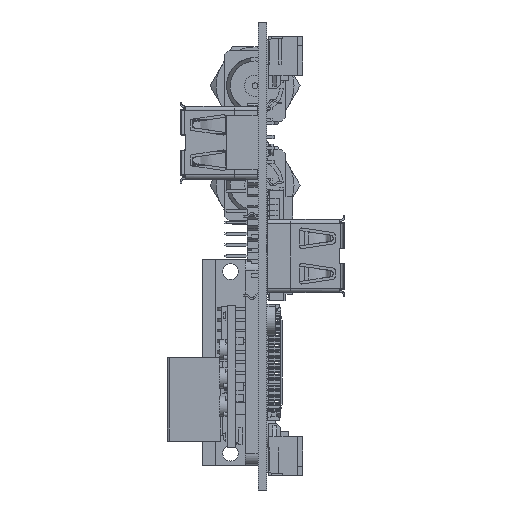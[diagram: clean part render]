
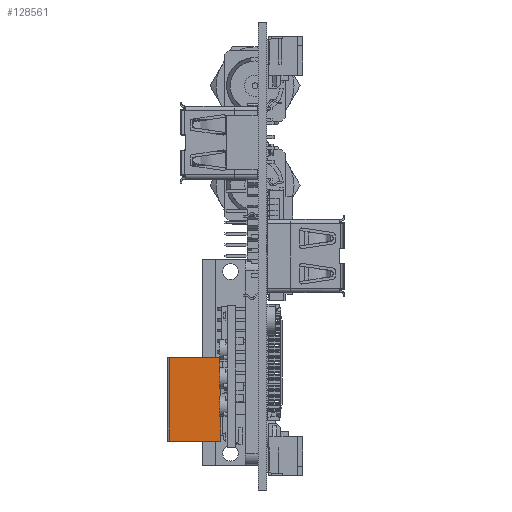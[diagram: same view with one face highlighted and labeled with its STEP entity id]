
A CAD part, left-side view. The second image highlights one B-rep face of the part: STEP entity #128561.
In plain terms, the highlighted planar face has unit normal (-1, 0, 0).
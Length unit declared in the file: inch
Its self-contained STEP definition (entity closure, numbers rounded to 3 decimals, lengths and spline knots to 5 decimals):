
#9744 = LINE ( 'NONE', #69196, #9747 ) ;
#9747 = VECTOR ( 'NONE', #69184, 39.37008 ) ;
#19490 = EDGE_LOOP ( 'NONE', ( #100193, #99457, #100237, #99335 ) ) ;
#20451 = LINE ( 'NONE', #95683, #20459 ) ;
#20458 = LINE ( 'NONE', #95690, #20461 ) ;
#20459 = VECTOR ( 'NONE', #95689, 39.37008 ) ;
#20460 = LINE ( 'NONE', #95692, #20463 ) ;
#20461 = VECTOR ( 'NONE', #95691, 39.37008 ) ;
#20463 = VECTOR ( 'NONE', #95693, 39.37008 ) ;
#30065 = VERTEX_POINT ( 'NONE', #87787 ) ;
#30071 = VERTEX_POINT ( 'NONE', #87792 ) ;
#30149 = VERTEX_POINT ( 'NONE', #87849 ) ;
#30189 = VERTEX_POINT ( 'NONE', #87872 ) ;
#31240 = AXIS2_PLACEMENT_3D ( 'NONE', #42115, #42119, #42124 ) ;
#42092 = PLANE ( 'NONE',  #31240 ) ;
#42115 = CARTESIAN_POINT ( 'NONE',  ( 0.75472, 0.50389, -2.36472 ) ) ;
#42119 = DIRECTION ( 'NONE',  ( 1., 0., 0. ) ) ;
#42124 = DIRECTION ( 'NONE',  ( 0., 0., -1. ) ) ;
#44411 = FACE_OUTER_BOUND ( 'NONE', #19490, .T. ) ;
#69184 = DIRECTION ( 'NONE',  ( 0., 0., -1. ) ) ;
#69196 = CARTESIAN_POINT ( 'NONE',  ( 0.75472, 0.68893, -2.16148 ) ) ;
#76551 = EDGE_CURVE ( 'NONE', #30065, #30071, #9744, .T. ) ;
#87787 = CARTESIAN_POINT ( 'NONE',  ( 0.75472, 0.68893, -2.36472 ) ) ;
#87792 = CARTESIAN_POINT ( 'NONE',  ( 0.75472, 0.68893, -2.95528 ) ) ;
#87849 = CARTESIAN_POINT ( 'NONE',  ( 0.75472, 0.32672, -2.36472 ) ) ;
#87872 = CARTESIAN_POINT ( 'NONE',  ( 0.75472, 0.32672, -2.95528 ) ) ;
#91121 = EDGE_CURVE ( 'NONE', #30065, #30149, #20451, .T. ) ;
#91124 = EDGE_CURVE ( 'NONE', #30189, #30149, #20458, .T. ) ;
#91125 = EDGE_CURVE ( 'NONE', #30071, #30189, #20460, .T. ) ;
#95683 = CARTESIAN_POINT ( 'NONE',  ( 0.75472, 0.50389, -2.36472 ) ) ;
#95689 = DIRECTION ( 'NONE',  ( 0., -1., 0. ) ) ;
#95690 = CARTESIAN_POINT ( 'NONE',  ( 0.75472, 0.32672, -2.36472 ) ) ;
#95691 = DIRECTION ( 'NONE',  ( 0., 0., 1. ) ) ;
#95692 = CARTESIAN_POINT ( 'NONE',  ( 0.75472, 0.50389, -2.95528 ) ) ;
#95693 = DIRECTION ( 'NONE',  ( 0., -1., 0. ) ) ;
#99335 = ORIENTED_EDGE ( 'NONE', *, *, #91125, .T. ) ;
#99457 = ORIENTED_EDGE ( 'NONE', *, *, #91121, .F. ) ;
#100193 = ORIENTED_EDGE ( 'NONE', *, *, #91124, .T. ) ;
#100237 = ORIENTED_EDGE ( 'NONE', *, *, #76551, .T. ) ;
#128561 = ADVANCED_FACE ( 'NONE', ( #44411 ), #42092, .F. ) ;
